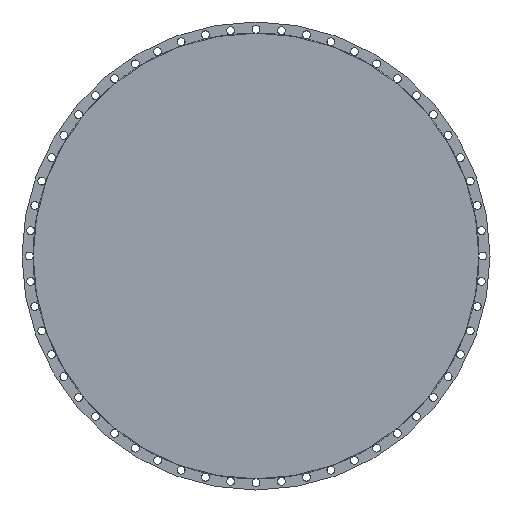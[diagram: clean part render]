
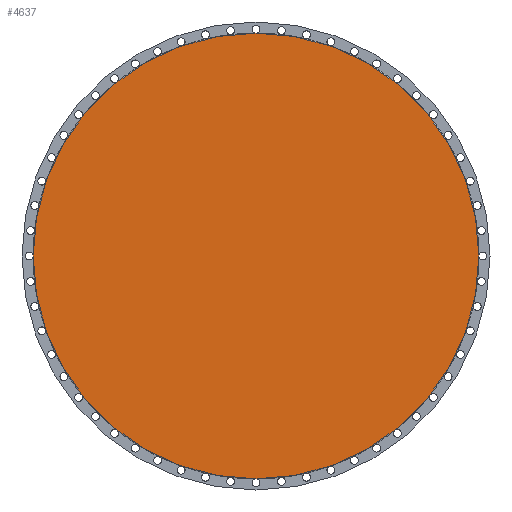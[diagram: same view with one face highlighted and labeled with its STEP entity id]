
A CAD part, left-side view. The second image highlights one B-rep face of the part: STEP entity #4637.
In plain terms, the highlighted planar face has unit normal (-1, 0, 0).
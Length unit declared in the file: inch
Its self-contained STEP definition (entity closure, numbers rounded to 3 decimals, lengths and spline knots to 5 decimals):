
#102 = ORIENTED_EDGE ( 'NONE', *, *, #3253, .T. ) ;
#191 = CARTESIAN_POINT ( 'NONE',  ( 0., 0., 35. ) ) ;
#284 = CARTESIAN_POINT ( 'NONE',  ( 0., 0., -35. ) ) ;
#338 = VERTEX_POINT ( 'NONE', #284 ) ;
#467 = CIRCLE ( 'NONE', #4543, 35. ) ;
#898 = CARTESIAN_POINT ( 'NONE',  ( 0., 0., 0. ) ) ;
#2105 = DIRECTION ( 'NONE',  ( 0., 0., 1. ) ) ;
#2126 = EDGE_LOOP ( 'NONE', ( #102, #3228 ) ) ;
#2503 = AXIS2_PLACEMENT_3D ( 'NONE', #3337, #3274, #4117 ) ;
#2525 = DIRECTION ( 'NONE',  ( -1., 0., 0. ) ) ;
#2809 = CARTESIAN_POINT ( 'NONE',  ( 0., 0., 0. ) ) ;
#2892 = FACE_OUTER_BOUND ( 'NONE', #2126, .T. ) ;
#3228 = ORIENTED_EDGE ( 'NONE', *, *, #4551, .T. ) ;
#3253 = EDGE_CURVE ( 'NONE', #4746, #338, #467, .T. ) ;
#3274 = DIRECTION ( 'NONE',  ( -1., 0., 0. ) ) ;
#3337 = CARTESIAN_POINT ( 'NONE',  ( 0., 0., 0. ) ) ;
#3597 = AXIS2_PLACEMENT_3D ( 'NONE', #2809, #2525, #2105 ) ;
#3607 = DIRECTION ( 'NONE',  ( -1., 0., 0. ) ) ;
#3717 = PLANE ( 'NONE',  #3597 ) ;
#4095 = CIRCLE ( 'NONE', #2503, 35. ) ;
#4117 = DIRECTION ( 'NONE',  ( 0., 0., 1. ) ) ;
#4543 = AXIS2_PLACEMENT_3D ( 'NONE', #898, #3607, #5216 ) ;
#4551 = EDGE_CURVE ( 'NONE', #338, #4746, #4095, .T. ) ;
#4637 = ADVANCED_FACE ( 'NONE', ( #2892 ), #3717, .T. ) ;
#4746 = VERTEX_POINT ( 'NONE', #191 ) ;
#5216 = DIRECTION ( 'NONE',  ( 0., 0., 1. ) ) ;
